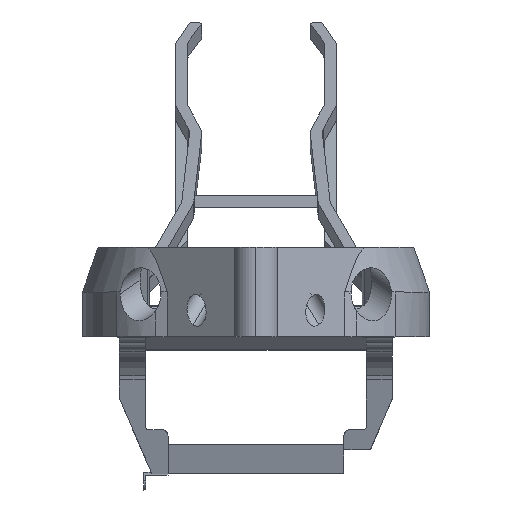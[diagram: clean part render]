
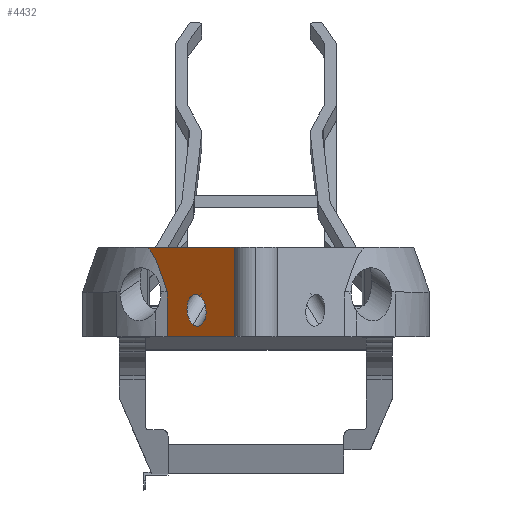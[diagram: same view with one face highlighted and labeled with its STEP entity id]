
A CAD part, top view. The second image highlights one B-rep face of the part: STEP entity #4432.
In plain terms, the highlighted planar face has unit normal (-0.626, 0, 0.779).
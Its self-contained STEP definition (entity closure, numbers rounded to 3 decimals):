
#161 = ORIENTED_EDGE ( 'NONE', *, *, #5750, .T. ) ;
#277 = CARTESIAN_POINT ( 'NONE',  ( -33.568, 140., 83.855 ) ) ;
#302 = CARTESIAN_POINT ( 'NONE',  ( -59.888, 41.587, 62.705 ) ) ;
#457 = EDGE_CURVE ( 'NONE', #7755, #1150, #2782, .T. ) ;
#475 = PLANE ( 'NONE',  #5593 ) ;
#795 = CARTESIAN_POINT ( 'NONE',  ( -88.063, 63.523, 40.065 ) ) ;
#1100 = FACE_BOUND ( 'NONE', #8831, .T. ) ;
#1150 = VERTEX_POINT ( 'NONE', #8630 ) ;
#1192 = CARTESIAN_POINT ( 'NONE',  ( -126.693, 40.549, 9.023 ) ) ;
#1253 = EDGE_CURVE ( 'NONE', #6076, #8719, #6007, .T. ) ;
#1347 = DIRECTION ( 'NONE',  ( 0., 1., 0. ) ) ;
#1717 = CARTESIAN_POINT ( 'NONE',  ( -151.072, 104.25, -10.568 ) ) ;
#1721 = EDGE_LOOP ( 'NONE', ( #7884, #6806, #7934, #5075, #7206 ) ) ;
#1905 = CARTESIAN_POINT ( 'NONE',  ( -33.568, -200.996, 83.855 ) ) ;
#1931 = CARTESIAN_POINT ( 'NONE',  ( -158.089, 122.479, -16.207 ) ) ;
#1970 = CARTESIAN_POINT ( 'NONE',  ( -160.264, 126.743, -17.954 ) ) ;
#2017 = CARTESIAN_POINT ( 'NONE',  ( -170.316, 140., -26.032 ) ) ;
#2094 = CARTESIAN_POINT ( 'NONE',  ( -33.568, 0., 83.855 ) ) ;
#2111 = CARTESIAN_POINT ( 'NONE',  ( -163.458, 132.153, -20.521 ) ) ;
#2476 = CARTESIAN_POINT ( 'NONE',  ( -153.196, 110.475, -12.275 ) ) ;
#2644 = CARTESIAN_POINT ( 'NONE',  ( -161.027, 128.144, -18.567 ) ) ;
#2686 = CARTESIAN_POINT ( 'NONE',  ( -166.148, 135.833, -22.682 ) ) ;
#2744 = VERTEX_POINT ( 'NONE', #2094 ) ;
#2782 = LINE ( 'NONE', #5512, #8118 ) ;
#2906 = ORIENTED_EDGE ( 'NONE', *, *, #4449, .T. ) ;
#2969 = CARTESIAN_POINT ( 'NONE',  ( -98.519, 18.613, 31.663 ) ) ;
#3028 = CARTESIAN_POINT ( 'NONE',  ( -98.519, 18.613, 31.663 ) ) ;
#3139 = CARTESIAN_POINT ( 'NONE',  ( -143.686, 82.432, -4.633 ) ) ;
#3398 = CARTESIAN_POINT ( 'NONE',  ( -165.22, 134.646, -21.937 ) ) ;
#3463 = VECTOR ( 'NONE', #8541, 1000. ) ;
#3727 = LINE ( 'NONE', #6466, #3463 ) ;
#3819 = CARTESIAN_POINT ( 'NONE',  ( -146.865, 91.775, -7.188 ) ) ;
#3834 = CARTESIAN_POINT ( 'NONE',  ( -88.063, 63.523, 40.065 ) ) ;
#4081 = CARTESIAN_POINT ( 'NONE',  ( -170.316, 140., -26.032 ) ) ;
#4126 = CARTESIAN_POINT ( 'NONE',  ( -156.777, 119.54, -15.153 ) ) ;
#4216 = VECTOR ( 'NONE', #1347, 1000. ) ;
#4432 = ADVANCED_FACE ( 'NONE', ( #1100, #6576 ), #475, .T. ) ;
#4449 = EDGE_CURVE ( 'NONE', #7320, #5857, #8086, .T. ) ;
#4504 = CARTESIAN_POINT ( 'NONE',  ( -116.237, 85.459, 17.425 ) ) ;
#4531 = CARTESIAN_POINT ( 'NONE',  ( -150.287, 101.909, -9.937 ) ) ;
#4613 = CARTESIAN_POINT ( 'NONE',  ( -154.33, 113.539, -13.186 ) ) ;
#4912 = CARTESIAN_POINT ( 'NONE',  ( -88.063, 63.523, 40.065 ) ) ;
#5021 = CARTESIAN_POINT ( 'NONE',  ( -98.519, 18.613, 31.663 ) ) ;
#5075 = ORIENTED_EDGE ( 'NONE', *, *, #5381, .T. ) ;
#5381 = EDGE_CURVE ( 'NONE', #2744, #8719, #6049, .T. ) ;
#5512 = CARTESIAN_POINT ( 'NONE',  ( -139.403, 140., -1.191 ) ) ;
#5513 = CARTESIAN_POINT ( 'NONE',  ( -168.127, 138.05, -24.273 ) ) ;
#5593 = AXIS2_PLACEMENT_3D ( 'NONE', #1905, #8446, #5981 ) ;
#5639 = VECTOR ( 'NONE', #6868, 1000. ) ;
#5750 = EDGE_CURVE ( 'NONE', #5857, #7320, #7988, .T. ) ;
#5857 = VERTEX_POINT ( 'NONE', #795 ) ;
#5874 = CARTESIAN_POINT ( 'NONE',  ( -151.858, 106.591, -11.199 ) ) ;
#5981 = DIRECTION ( 'NONE',  ( 0.78, 0., 0.626 ) ) ;
#6007 = LINE ( 'NONE', #6725, #5639 ) ;
#6049 = LINE ( 'NONE', #8161, #4216 ) ;
#6076 = VERTEX_POINT ( 'NONE', #2017 ) ;
#6097 = CARTESIAN_POINT ( 'NONE',  ( -169.178, 139.081, -25.117 ) ) ;
#6273 = EDGE_CURVE ( 'NONE', #7755, #2744, #3727, .T. ) ;
#6466 = CARTESIAN_POINT ( 'NONE',  ( -33.568, 0., 83.855 ) ) ;
#6576 = FACE_OUTER_BOUND ( 'NONE', #1721, .T. ) ;
#6725 = CARTESIAN_POINT ( 'NONE',  ( -33.568, 140., 83.855 ) ) ;
#6792 = B_SPLINE_CURVE_WITH_KNOTS ( 'NONE', 3,
 ( #8544, #7948, #3139, #3819, #7284, #4531, #1717, #8031, #5874, #2476, #4613, #4126, #1931, #1970, #2644, #8848, #2111, #3398, #2686, #5513, #6097, #4081 ),
 .UNSPECIFIED., .F., .F.,
 ( 4, 2, 1, 1, 2, 2, 2, 2, 2, 2, 2, 4 ),
 ( 0., 0.02, 0.031, 0.036, 0.038, 0.041, 0.051, 0.061, 0.066, 0.071, 0.076, 0.082 ),
 .UNSPECIFIED. ) ;
#6806 = ORIENTED_EDGE ( 'NONE', *, *, #457, .F. ) ;
#6868 = DIRECTION ( 'NONE',  ( 0.78, 0., 0.626 ) ) ;
#7206 = ORIENTED_EDGE ( 'NONE', *, *, #1253, .F. ) ;
#7284 = CARTESIAN_POINT ( 'NONE',  ( -148.449, 96.45, -8.46 ) ) ;
#7320 = VERTEX_POINT ( 'NONE', #2969 ) ;
#7386 = CARTESIAN_POINT ( 'NONE',  ( -139.403, 0., -1.191 ) ) ;
#7595 = DIRECTION ( 'NONE',  ( 0., 1., 0. ) ) ;
#7669 = CARTESIAN_POINT ( 'NONE',  ( -70.344, -3.323, 54.303 ) ) ;
#7755 = VERTEX_POINT ( 'NONE', #7386 ) ;
#7884 = ORIENTED_EDGE ( 'NONE', *, *, #8553, .F. ) ;
#7934 = ORIENTED_EDGE ( 'NONE', *, *, #6273, .T. ) ;
#7948 = CARTESIAN_POINT ( 'NONE',  ( -141.552, 76.212, -2.918 ) ) ;
#7988 =( BOUNDED_CURVE ( )  B_SPLINE_CURVE ( 3, ( #4912, #302, #7669, #3028 ),
 .UNSPECIFIED., .F., .F. ) 
 B_SPLINE_CURVE_WITH_KNOTS ( ( 4, 4 ),
 ( 3.733, 6.874 ),
 .UNSPECIFIED. ) 
 CURVE ( )  GEOMETRIC_REPRESENTATION_ITEM ( )  RATIONAL_B_SPLINE_CURVE ( ( 1., 0.333, 0.333, 1. ) ) 
 REPRESENTATION_ITEM ( '' )  );
#8031 = CARTESIAN_POINT ( 'NONE',  ( -151.595, 105.811, -10.989 ) ) ;
#8086 =( BOUNDED_CURVE ( )  B_SPLINE_CURVE ( 3, ( #5021, #1192, #4504, #3834 ),
 .UNSPECIFIED., .F., .F. ) 
 B_SPLINE_CURVE_WITH_KNOTS ( ( 4, 4 ),
 ( 0.591, 3.733 ),
 .UNSPECIFIED. ) 
 CURVE ( )  GEOMETRIC_REPRESENTATION_ITEM ( )  RATIONAL_B_SPLINE_CURVE ( ( 1., 0.333, 0.333, 1. ) ) 
 REPRESENTATION_ITEM ( '' )  );
#8118 = VECTOR ( 'NONE', #7595, 1000. ) ;
#8161 = CARTESIAN_POINT ( 'NONE',  ( -33.568, -98.995, 83.855 ) ) ;
#8446 = DIRECTION ( 'NONE',  ( -0.626, 0., 0.78 ) ) ;
#8541 = DIRECTION ( 'NONE',  ( 0.78, 0., 0.626 ) ) ;
#8544 = CARTESIAN_POINT ( 'NONE',  ( -139.403, 70., -1.191 ) ) ;
#8553 = EDGE_CURVE ( 'NONE', #1150, #6076, #6792, .T. ) ;
#8630 = CARTESIAN_POINT ( 'NONE',  ( -139.403, 70., -1.191 ) ) ;
#8719 = VERTEX_POINT ( 'NONE', #277 ) ;
#8831 = EDGE_LOOP ( 'NONE', ( #2906, #161 ) ) ;
#8848 = CARTESIAN_POINT ( 'NONE',  ( -162.623, 130.847, -19.85 ) ) ;
